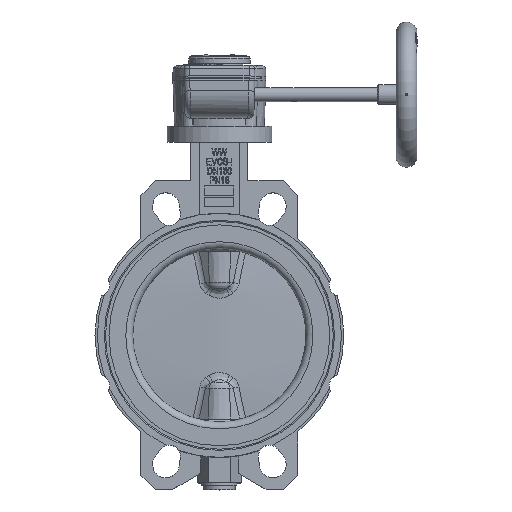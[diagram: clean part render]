
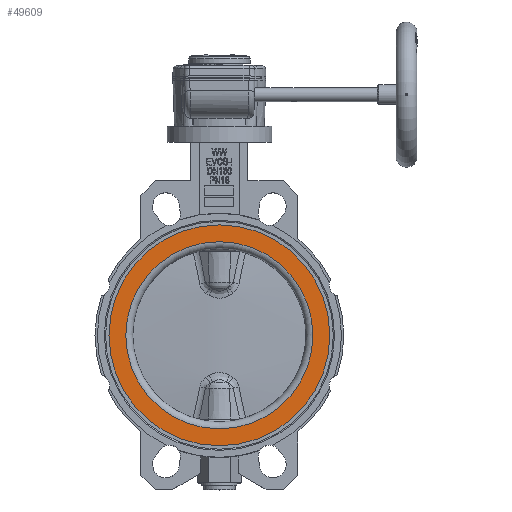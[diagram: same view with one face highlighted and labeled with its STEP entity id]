
A CAD part, top view. The second image highlights one B-rep face of the part: STEP entity #49609.
In plain terms, the highlighted planar face has unit normal (0, 0, 1).
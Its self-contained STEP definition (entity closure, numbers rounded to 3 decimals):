
#1952=PLANE('',#54420);
#2357=FACE_BOUND('',#16612,.T.);
#4251=CIRCLE('',#54283,80.5);
#4252=CIRCLE('',#54285,95.);
#13705=FACE_OUTER_BOUND('',#16611,.T.);
#16611=EDGE_LOOP('',(#42600));
#16612=EDGE_LOOP('',(#42601));
#22373=VERTEX_POINT('',#175300);
#22374=VERTEX_POINT('',#175304);
#29082=EDGE_CURVE('',#22373,#22373,#4251,.T.);
#29083=EDGE_CURVE('',#22374,#22374,#4252,.T.);
#42600=ORIENTED_EDGE('',*,*,#29083,.T.);
#42601=ORIENTED_EDGE('',*,*,#29082,.F.);
#49609=ADVANCED_FACE('',(#13705,#2357),#1952,.F.);
#54283=AXIS2_PLACEMENT_3D('',#175302,#65734,#65735);
#54285=AXIS2_PLACEMENT_3D('',#175305,#65738,#65739);
#54420=AXIS2_PLACEMENT_3D('',#177027,#66243,#66244);
#65734=DIRECTION('center_axis',(0.,0.,1.));
#65735=DIRECTION('ref_axis',(1.,0.,0.));
#65738=DIRECTION('center_axis',(0.,0.,1.));
#65739=DIRECTION('ref_axis',(1.,0.,0.));
#66243=DIRECTION('center_axis',(0.,0.,-1.));
#66244=DIRECTION('ref_axis',(-1.,0.,0.));
#175300=CARTESIAN_POINT('',(-80.5,0.,29.));
#175302=CARTESIAN_POINT('Origin',(0.,0.,29.));
#175304=CARTESIAN_POINT('',(-95.,0.,29.));
#175305=CARTESIAN_POINT('Origin',(0.,0.,29.));
#177027=CARTESIAN_POINT('Origin',(0.,80.5,29.));
